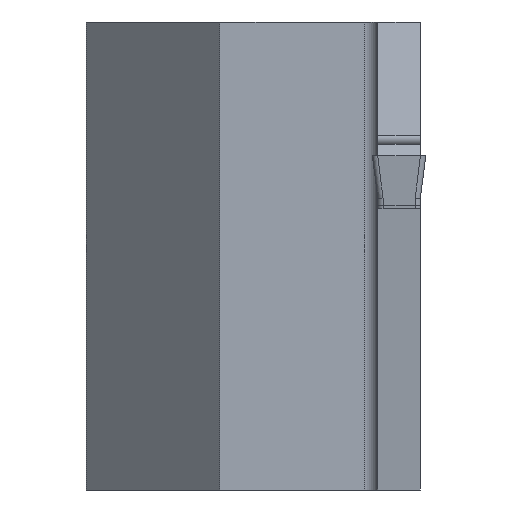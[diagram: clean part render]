
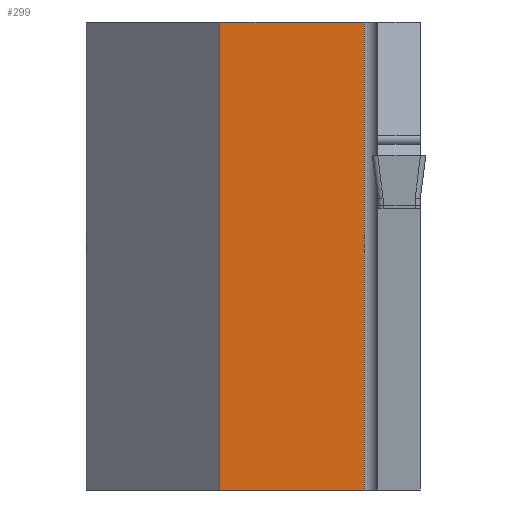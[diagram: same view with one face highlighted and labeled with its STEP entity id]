
A CAD part, left-side view. The second image highlights one B-rep face of the part: STEP entity #299.
In plain terms, the highlighted planar face has unit normal (-1, 0, 0).
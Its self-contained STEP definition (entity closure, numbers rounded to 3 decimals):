
#299=ADVANCED_FACE('',(#380),#347,.T.);
#347=PLANE('',#1138);
#380=FACE_OUTER_BOUND('',#428,.T.);
#428=EDGE_LOOP('',(#505,#506,#507,#508));
#505=ORIENTED_EDGE('',*,*,#845,.F.);
#506=ORIENTED_EDGE('',*,*,#846,.T.);
#507=ORIENTED_EDGE('',*,*,#847,.T.);
#508=ORIENTED_EDGE('',*,*,#848,.T.);
#761=VERTEX_POINT('',#1529);
#762=VERTEX_POINT('',#1530);
#763=VERTEX_POINT('',#1532);
#764=VERTEX_POINT('',#1534);
#845=EDGE_CURVE('',#761,#762,#970,.T.);
#846=EDGE_CURVE('',#761,#763,#971,.T.);
#847=EDGE_CURVE('',#763,#764,#972,.T.);
#848=EDGE_CURVE('',#764,#762,#973,.T.);
#970=LINE('',#1528,#1060);
#971=LINE('',#1531,#1061);
#972=LINE('',#1533,#1062);
#973=LINE('',#1535,#1063);
#1060=VECTOR('',#1249,1.);
#1061=VECTOR('',#1250,1.);
#1062=VECTOR('',#1251,1.);
#1063=VECTOR('',#1252,1.);
#1138=AXIS2_PLACEMENT_3D('',#1536,#1253,#1254);
#1249=DIRECTION('',(0.,-1.,0.));
#1250=DIRECTION('',(0.,0.,-1.));
#1251=DIRECTION('',(0.,-1.,0.));
#1252=DIRECTION('',(0.,0.,1.));
#1253=DIRECTION('',(-1.,0.,0.));
#1254=DIRECTION('',(0.,0.,1.));
#1528=CARTESIAN_POINT('',(23.,28.2,10.));
#1529=CARTESIAN_POINT('',(23.,15.,10.));
#1530=CARTESIAN_POINT('',(23.,4.2,10.));
#1531=CARTESIAN_POINT('',(23.,15.,30.));
#1532=CARTESIAN_POINT('',(23.,15.,-25.));
#1533=CARTESIAN_POINT('',(23.,28.2,-25.));
#1534=CARTESIAN_POINT('',(23.,4.2,-25.));
#1535=CARTESIAN_POINT('',(23.,4.2,10.));
#1536=CARTESIAN_POINT('',(23.,28.2,10.));
